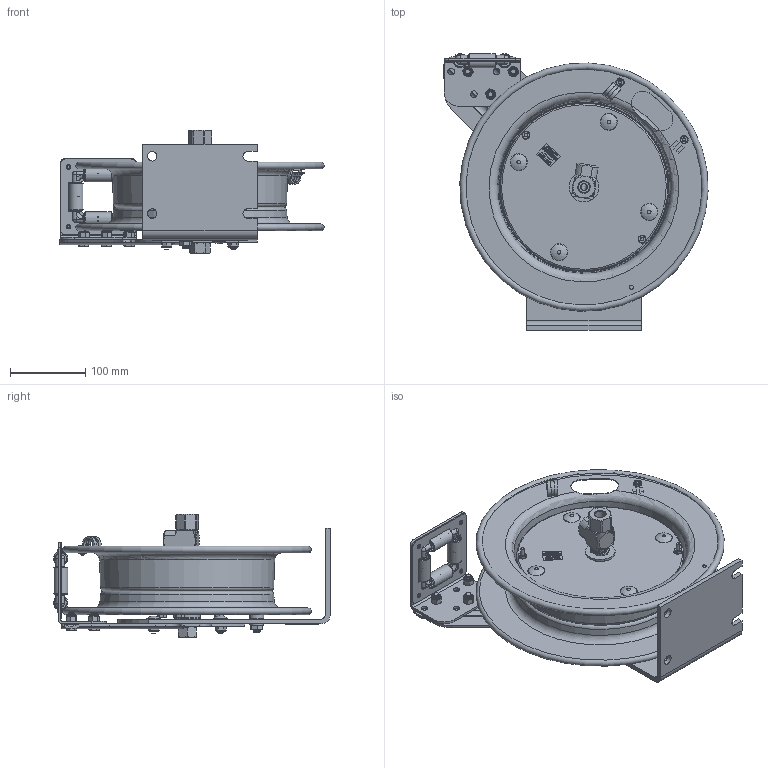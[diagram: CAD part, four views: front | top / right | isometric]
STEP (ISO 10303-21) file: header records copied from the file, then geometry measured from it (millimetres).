
FILE_DESCRIPTION(/* description */ (''),/* implementation_level */ '2;1');
FILE_NAME(/* name */ 'P-LPL-325_SHARED.stp',/* time_stamp */ '2020-01-17T08:50:43-07:00',/* author */ ('NMelton'),/* organization */ (''),/* preprocessor_version */ 'ST-DEVELOPER v17',/* originating_system */ 'Autodesk Inventor 2019',/* authorisation */ '');
FILE_SCHEMA (('AUTOMOTIVE_DESIGN { 1 0 10303 214 3 1 1 }'));
Products named in the file (1): P-LPL-325_SHARED
Bounding box: 351.23 x 368.05 x 163.83 mm (x, y, z)
Surface area: 771634.9 mm2 (no closed solid volume)
Topology: 0 solids, 113 shells, 2388 faces, 10626 edges, 8028 vertices
Faces by surface type: plane 1210, bspline 496, cylinder 437, cone 145, torus 59, sphere 41
Full cylindrical faces by diameter (mm): 2.159 x2, 2.54 x1, 3.048 x1, 3.962 x2, 4.699 x4, 4.826 x6, 5.182 x2, 5.556 x2, 5.588 x5, 6.35 x5, 7.938 x3, 8.731 x7, 8.89 x2, 11.43 x3, 12.192 x8, 12.548 x1, 12.7 x2, 14.224 x1, 14.859 x1, 15.875 x1, 17.882 x1, 19.05 x5, 20.574 x1, 20.625 x1, 28.575 x1, 31.623 x1, 34.925 x1, 35.052 x1, 39.624 x1, 221.996 x1
Entity records: 115438 total; most frequent: CARTESIAN_POINT 34337, ORIENTED_EDGE 15393, DIRECTION 13678, EDGE_CURVE 10581, VERTEX_POINT 8028, LINE 6186, VECTOR 6186, AXIS2_PLACEMENT_3D 3746
